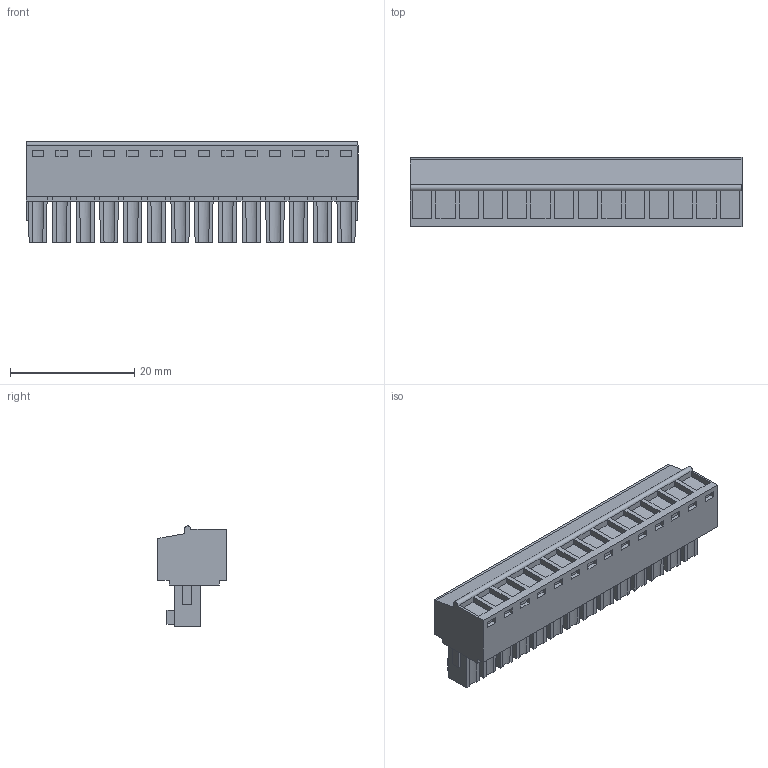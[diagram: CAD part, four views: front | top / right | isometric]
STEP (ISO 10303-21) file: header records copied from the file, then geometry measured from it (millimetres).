
FILE_DESCRIPTION(('CATIA V5 STEP','CAx-IF Rec.Pracs.--- Model Styling and Organization---1.2---2011-12-15'),'2;1');
FILE_NAME ('D1458820_0_1899480000_1899480000.stp','2017-04-14T12:56:27+00:00',('none'),('Weidmueller'),'CATIA Version 5-6 Release 2014','CATIA V5 STEP AP214','none');
FILE_SCHEMA(('AUTOMOTIVE_DESIGN { 1 0 10303 214 1 1 1 1 }'));
Length unit declared in the file: millimetre
Products named in the file (1): 1899480000
Bounding box: 53.34 x 11.1 x 16.1 mm (x, y, z)
Volume: 5462.3 mm3; surface area: 4952 mm2
Topology: 15 solids, 15 shells, 690 faces, 1729 edges, 1139 vertices
Faces by surface type: plane 577, cylinder 113
Entity records: 18828 total; most frequent: CARTESIAN_POINT 3550, ORIENTED_EDGE 3458, DIRECTION 2468, EDGE_CURVE 1729, VECTOR 1419, LINE 1419, VERTEX_POINT 1139, EDGE_LOOP 760
